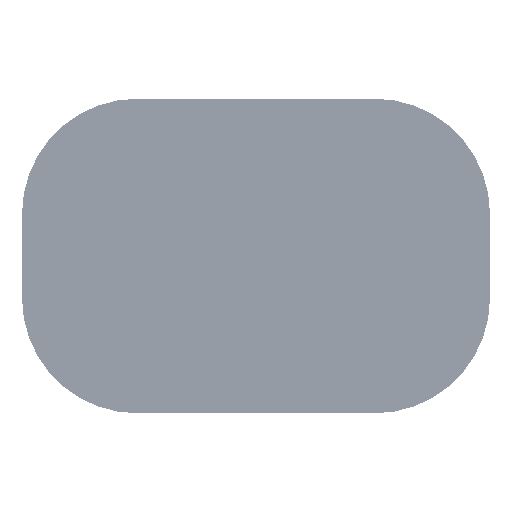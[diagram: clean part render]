
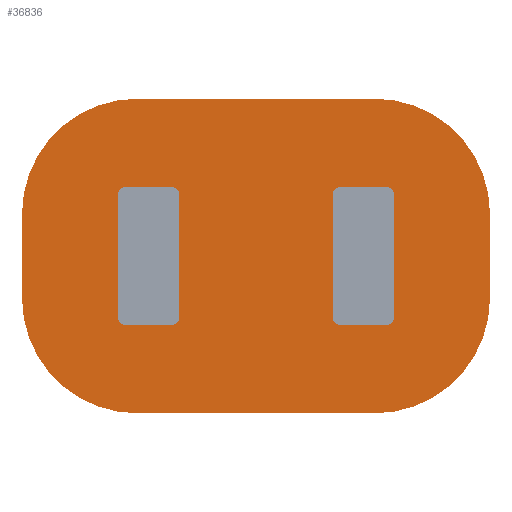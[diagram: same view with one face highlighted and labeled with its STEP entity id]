
A CAD part, front view. The second image highlights one B-rep face of the part: STEP entity #36836.
In plain terms, the highlighted planar face has unit normal (0, -1, 0).
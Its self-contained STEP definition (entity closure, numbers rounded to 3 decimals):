
#98 = ORIENTED_EDGE ( 'NONE', *, *, #17066, .F. ) ;
#347 = CARTESIAN_POINT ( 'NONE',  ( 0., -300., 0. ) ) ;
#960 = ORIENTED_EDGE ( 'NONE', *, *, #17603, .F. ) ;
#1009 = FACE_BOUND ( 'NONE', #18716, .T. ) ;
#1104 = DIRECTION ( 'NONE',  ( -1., 0., 0. ) ) ;
#1372 = DIRECTION ( 'NONE',  ( 0., 0., 1. ) ) ;
#2413 = DIRECTION ( 'NONE',  ( 0., 0., 1. ) ) ;
#2425 = CARTESIAN_POINT ( 'NONE',  ( -50., -300., -50. ) ) ;
#3149 = DIRECTION ( 'NONE',  ( 0., 1., 0. ) ) ;
#3468 = CIRCLE ( 'NONE', #25524, 50.8 ) ;
#3723 = EDGE_CURVE ( 'NONE', #16804, #6584, #20406, .T. ) ;
#3845 = DIRECTION ( 'NONE',  ( 0., 0., 1. ) ) ;
#3931 = DIRECTION ( 'NONE',  ( 0., 1., 0. ) ) ;
#4222 = EDGE_LOOP ( 'NONE', ( #34099, #32422, #41888, #98, #22502, #5204, #960, #27128 ) ) ;
#4494 = CARTESIAN_POINT ( 'NONE',  ( -1550., -300., -50. ) ) ;
#5049 = VECTOR ( 'NONE', #32857, 1000. ) ;
#5131 = EDGE_LOOP ( 'NONE', ( #29390, #37286 ) ) ;
#5204 = ORIENTED_EDGE ( 'NONE', *, *, #36726, .F. ) ;
#5610 = AXIS2_PLACEMENT_3D ( 'NONE', #2425, #26774, #5924 ) ;
#5708 = CARTESIAN_POINT ( 'NONE',  ( 0., -300., 1000. ) ) ;
#5755 = AXIS2_PLACEMENT_3D ( 'NONE', #23984, #3149, #27496 ) ;
#5924 = DIRECTION ( 'NONE',  ( 0., 0., 1. ) ) ;
#5988 = CARTESIAN_POINT ( 'NONE',  ( 0., -300., 949.2 ) ) ;
#6147 = CIRCLE ( 'NONE', #33745, 50.8 ) ;
#6414 = CIRCLE ( 'NONE', #5610, 1500. ) ;
#6491 = LINE ( 'NONE', #42117, #14649 ) ;
#6584 = VERTEX_POINT ( 'NONE', #17613 ) ;
#6790 = CARTESIAN_POINT ( 'NONE',  ( 4550., -300., -50. ) ) ;
#7625 = AXIS2_PLACEMENT_3D ( 'NONE', #5708, #30046, #9236 ) ;
#7744 = AXIS2_PLACEMENT_3D ( 'NONE', #24737, #3931, #28272 ) ;
#7801 = DIRECTION ( 'NONE',  ( 0., 1., 0. ) ) ;
#8600 = EDGE_CURVE ( 'NONE', #10190, #27926, #37977, .T. ) ;
#8917 = CARTESIAN_POINT ( 'NONE',  ( -50., -300., 2550. ) ) ;
#9209 = FACE_BOUND ( 'NONE', #5131, .T. ) ;
#9236 = DIRECTION ( 'NONE',  ( 0., 0., 1. ) ) ;
#9360 = EDGE_CURVE ( 'NONE', #15220, #11867, #6414, .T. ) ;
#9591 = VERTEX_POINT ( 'NONE', #14433 ) ;
#10190 = VERTEX_POINT ( 'NONE', #6790 ) ;
#11465 = CIRCLE ( 'NONE', #24467, 50.8 ) ;
#11639 = CARTESIAN_POINT ( 'NONE',  ( 3050., -300., -1550. ) ) ;
#11644 = LINE ( 'NONE', #15112, #19783 ) ;
#11705 = VERTEX_POINT ( 'NONE', #28075 ) ;
#11867 = VERTEX_POINT ( 'NONE', #4494 ) ;
#12257 = DIRECTION ( 'NONE',  ( 1., 0., 0. ) ) ;
#12692 = CIRCLE ( 'NONE', #7625, 50.8 ) ;
#12737 = VERTEX_POINT ( 'NONE', #29459 ) ;
#13077 = CARTESIAN_POINT ( 'NONE',  ( 0., -300., 1000. ) ) ;
#13118 = VERTEX_POINT ( 'NONE', #17729 ) ;
#13145 = EDGE_LOOP ( 'NONE', ( #15912, #13160 ) ) ;
#13160 = ORIENTED_EDGE ( 'NONE', *, *, #3723, .T. ) ;
#13952 = ORIENTED_EDGE ( 'NONE', *, *, #15013, .T. ) ;
#14433 = CARTESIAN_POINT ( 'NONE',  ( 0., -300., -50.8 ) ) ;
#14649 = VECTOR ( 'NONE', #32435, 1000. ) ;
#15013 = EDGE_CURVE ( 'NONE', #41144, #27701, #12692, .T. ) ;
#15112 = CARTESIAN_POINT ( 'NONE',  ( -50., -300., -1550. ) ) ;
#15218 = AXIS2_PLACEMENT_3D ( 'NONE', #40820, #20001, #44294 ) ;
#15220 = VERTEX_POINT ( 'NONE', #20435 ) ;
#15392 = LINE ( 'NONE', #18990, #5049 ) ;
#15912 = ORIENTED_EDGE ( 'NONE', *, *, #26787, .T. ) ;
#16206 = EDGE_CURVE ( 'NONE', #29196, #16762, #11465, .T. ) ;
#16569 = DIRECTION ( 'NONE',  ( 0., 0., 1. ) ) ;
#16762 = VERTEX_POINT ( 'NONE', #19837 ) ;
#16804 = VERTEX_POINT ( 'NONE', #30508 ) ;
#17066 = EDGE_CURVE ( 'NONE', #27926, #15220, #11644, .T. ) ;
#17113 = DIRECTION ( 'NONE',  ( 0., 1., 0. ) ) ;
#17338 = CIRCLE ( 'NONE', #38966, 1500. ) ;
#17521 = EDGE_CURVE ( 'NONE', #27701, #41144, #6147, .T. ) ;
#17603 = EDGE_CURVE ( 'NONE', #13118, #20114, #29524, .T. ) ;
#17613 = CARTESIAN_POINT ( 'NONE',  ( 3000., -300., 50.8 ) ) ;
#17729 = CARTESIAN_POINT ( 'NONE',  ( 3050., -300., 2550. ) ) ;
#18409 = FACE_BOUND ( 'NONE', #39504, .T. ) ;
#18716 = EDGE_LOOP ( 'NONE', ( #26623, #22629 ) ) ;
#18990 = CARTESIAN_POINT ( 'NONE',  ( -1550., -300., -50. ) ) ;
#18992 = FACE_OUTER_BOUND ( 'NONE', #4222, .T. ) ;
#19475 = CARTESIAN_POINT ( 'NONE',  ( -50., -300., 1050. ) ) ;
#19783 = VECTOR ( 'NONE', #1104, 1000. ) ;
#19837 = CARTESIAN_POINT ( 'NONE',  ( 3000., -300., 949.2 ) ) ;
#20001 = DIRECTION ( 'NONE',  ( 0., 1., 0. ) ) ;
#20114 = VERTEX_POINT ( 'NONE', #23079 ) ;
#20197 = CARTESIAN_POINT ( 'NONE',  ( 3000., -300., 1000. ) ) ;
#20406 = CIRCLE ( 'NONE', #37312, 50.8 ) ;
#20435 = CARTESIAN_POINT ( 'NONE',  ( -50., -300., -1550. ) ) ;
#20843 = EDGE_CURVE ( 'NONE', #12737, #9591, #27073, .T. ) ;
#21780 = LINE ( 'NONE', #8917, #39168 ) ;
#22211 = DIRECTION ( 'NONE',  ( 0., 1., 0. ) ) ;
#22273 = VERTEX_POINT ( 'NONE', #39730 ) ;
#22502 = ORIENTED_EDGE ( 'NONE', *, *, #8600, .F. ) ;
#22611 = DIRECTION ( 'NONE',  ( 0., 1., 0. ) ) ;
#22629 = ORIENTED_EDGE ( 'NONE', *, *, #33794, .T. ) ;
#22973 = DIRECTION ( 'NONE',  ( 0., 0., 1. ) ) ;
#23079 = CARTESIAN_POINT ( 'NONE',  ( 4550., -300., 1050. ) ) ;
#23692 = DIRECTION ( 'NONE',  ( 0., 0., 1. ) ) ;
#23984 = CARTESIAN_POINT ( 'NONE',  ( 3050., -300., 1050. ) ) ;
#24189 = AXIS2_PLACEMENT_3D ( 'NONE', #19475, #43779, #22973 ) ;
#24467 = AXIS2_PLACEMENT_3D ( 'NONE', #43423, #22611, #2413 ) ;
#24663 = DIRECTION ( 'NONE',  ( 0., 1., 0. ) ) ;
#24737 = CARTESIAN_POINT ( 'NONE',  ( 3000., -300., 0. ) ) ;
#25524 = AXIS2_PLACEMENT_3D ( 'NONE', #20197, #44493, #23692 ) ;
#26623 = ORIENTED_EDGE ( 'NONE', *, *, #16206, .T. ) ;
#26774 = DIRECTION ( 'NONE',  ( 0., 1., 0. ) ) ;
#26787 = EDGE_CURVE ( 'NONE', #6584, #16804, #29331, .T. ) ;
#27073 = CIRCLE ( 'NONE', #28186, 50.8 ) ;
#27128 = ORIENTED_EDGE ( 'NONE', *, *, #37654, .F. ) ;
#27496 = DIRECTION ( 'NONE',  ( 0., 0., 1. ) ) ;
#27695 = FACE_BOUND ( 'NONE', #13145, .T. ) ;
#27701 = VERTEX_POINT ( 'NONE', #5988 ) ;
#27926 = VERTEX_POINT ( 'NONE', #11639 ) ;
#28075 = CARTESIAN_POINT ( 'NONE',  ( -50., -300., 2550. ) ) ;
#28186 = AXIS2_PLACEMENT_3D ( 'NONE', #347, #24663, #3845 ) ;
#28194 = ORIENTED_EDGE ( 'NONE', *, *, #17521, .T. ) ;
#28272 = DIRECTION ( 'NONE',  ( 0., 0., 1. ) ) ;
#28635 = EDGE_CURVE ( 'NONE', #22273, #11705, #17338, .T. ) ;
#28650 = CARTESIAN_POINT ( 'NONE',  ( 3000., -300., 0. ) ) ;
#29196 = VERTEX_POINT ( 'NONE', #43413 ) ;
#29331 = CIRCLE ( 'NONE', #7744, 50.8 ) ;
#29390 = ORIENTED_EDGE ( 'NONE', *, *, #20843, .T. ) ;
#29459 = CARTESIAN_POINT ( 'NONE',  ( 0., -300., 50.8 ) ) ;
#29524 = CIRCLE ( 'NONE', #5755, 1500. ) ;
#30046 = DIRECTION ( 'NONE',  ( 0., 1., 0. ) ) ;
#30508 = CARTESIAN_POINT ( 'NONE',  ( 3000., -300., -50.8 ) ) ;
#31152 = CIRCLE ( 'NONE', #15218, 50.8 ) ;
#31199 = EDGE_CURVE ( 'NONE', #9591, #12737, #31152, .T. ) ;
#32158 = DIRECTION ( 'NONE',  ( 0., 0., 1. ) ) ;
#32422 = ORIENTED_EDGE ( 'NONE', *, *, #41662, .F. ) ;
#32435 = DIRECTION ( 'NONE',  ( 0., 0., -1. ) ) ;
#32857 = DIRECTION ( 'NONE',  ( 0., 0., 1. ) ) ;
#33745 = AXIS2_PLACEMENT_3D ( 'NONE', #13077, #37382, #16569 ) ;
#33794 = EDGE_CURVE ( 'NONE', #16762, #29196, #3468, .T. ) ;
#34099 = ORIENTED_EDGE ( 'NONE', *, *, #28635, .F. ) ;
#36726 = EDGE_CURVE ( 'NONE', #20114, #10190, #6491, .T. ) ;
#36836 = ADVANCED_FACE ( 'NONE', ( #18409, #1009, #27695, #9209, #18992 ), #43624, .F. ) ;
#37286 = ORIENTED_EDGE ( 'NONE', *, *, #31199, .T. ) ;
#37312 = AXIS2_PLACEMENT_3D ( 'NONE', #28650, #7801, #32158 ) ;
#37382 = DIRECTION ( 'NONE',  ( 0., 1., 0. ) ) ;
#37654 = EDGE_CURVE ( 'NONE', #11705, #13118, #21780, .T. ) ;
#37933 = CARTESIAN_POINT ( 'NONE',  ( 3050., -300., -50. ) ) ;
#37977 = CIRCLE ( 'NONE', #41620, 1500. ) ;
#38966 = AXIS2_PLACEMENT_3D ( 'NONE', #43017, #22211, #1372 ) ;
#39168 = VECTOR ( 'NONE', #12257, 1000. ) ;
#39504 = EDGE_LOOP ( 'NONE', ( #13952, #28194 ) ) ;
#39730 = CARTESIAN_POINT ( 'NONE',  ( -1550., -300., 1050. ) ) ;
#40173 = CARTESIAN_POINT ( 'NONE',  ( 0., -300., 1050.8 ) ) ;
#40820 = CARTESIAN_POINT ( 'NONE',  ( 0., -300., 0. ) ) ;
#41144 = VERTEX_POINT ( 'NONE', #40173 ) ;
#41416 = DIRECTION ( 'NONE',  ( 0., 0., 1. ) ) ;
#41620 = AXIS2_PLACEMENT_3D ( 'NONE', #37933, #17113, #41416 ) ;
#41662 = EDGE_CURVE ( 'NONE', #11867, #22273, #15392, .T. ) ;
#41888 = ORIENTED_EDGE ( 'NONE', *, *, #9360, .F. ) ;
#42117 = CARTESIAN_POINT ( 'NONE',  ( 4550., -300., -50. ) ) ;
#43017 = CARTESIAN_POINT ( 'NONE',  ( -50., -300., 1050. ) ) ;
#43413 = CARTESIAN_POINT ( 'NONE',  ( 3000., -300., 1050.8 ) ) ;
#43423 = CARTESIAN_POINT ( 'NONE',  ( 3000., -300., 1000. ) ) ;
#43624 = PLANE ( 'NONE',  #24189 ) ;
#43779 = DIRECTION ( 'NONE',  ( 0., 1., 0. ) ) ;
#44294 = DIRECTION ( 'NONE',  ( 0., 0., 1. ) ) ;
#44493 = DIRECTION ( 'NONE',  ( 0., 1., 0. ) ) ;
